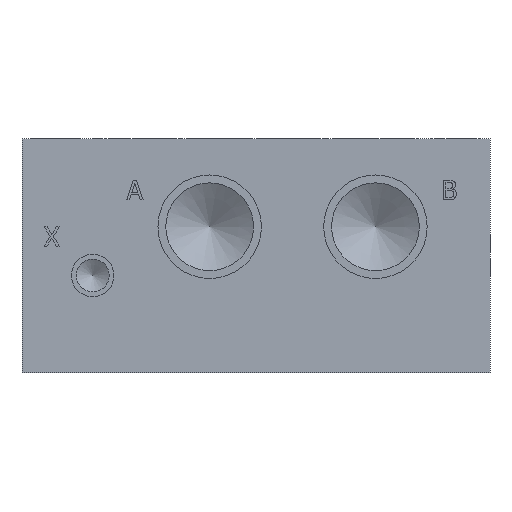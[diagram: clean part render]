
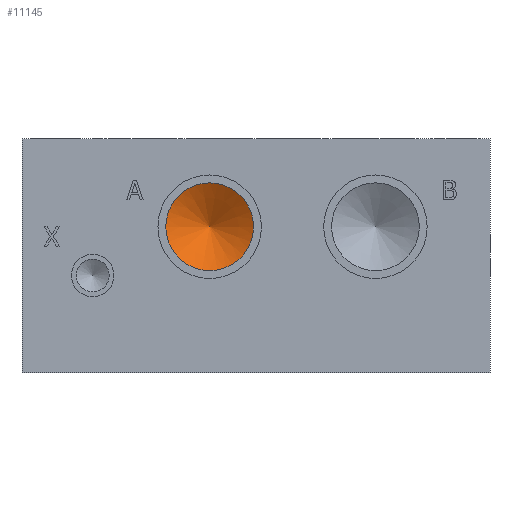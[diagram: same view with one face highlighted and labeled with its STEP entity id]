
A CAD part, left-side view. The second image highlights one B-rep face of the part: STEP entity #11145.
In plain terms, the highlighted conical face has half-angle 60 degrees and reference radius 7.144 mm.
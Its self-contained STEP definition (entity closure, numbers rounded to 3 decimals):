
#65=CONICAL_SURFACE('',#11621,7.144,1.047);
#130=CIRCLE('',#11622,14.288);
#131=CIRCLE('',#11623,14.288);
#1185=FACE_OUTER_BOUND('',#1816,.T.);
#1816=EDGE_LOOP('',(#9638,#9639,#9640,#9641));
#2932=LINE('',#18813,#4000);
#4000=VECTOR('',#13608,7.144);
#5277=VERTEX_POINT('',#18809);
#5278=VERTEX_POINT('',#18810);
#5279=VERTEX_POINT('',#18812);
#6776=EDGE_CURVE('',#5277,#5278,#130,.T.);
#6777=EDGE_CURVE('',#5278,#5279,#2932,.T.);
#6778=EDGE_CURVE('',#5278,#5277,#131,.T.);
#9638=ORIENTED_EDGE('',*,*,#6776,.T.);
#9639=ORIENTED_EDGE('',*,*,#6777,.T.);
#9640=ORIENTED_EDGE('',*,*,#6777,.F.);
#9641=ORIENTED_EDGE('',*,*,#6778,.T.);
#11145=ADVANCED_FACE('',(#1185),#65,.F.);
#11621=AXIS2_PLACEMENT_3D('',#18808,#13604,#13605);
#11622=AXIS2_PLACEMENT_3D('',#18811,#13606,#13607);
#11623=AXIS2_PLACEMENT_3D('',#18814,#13609,#13610);
#13604=DIRECTION('center_axis',(-1.,0.,0.));
#13605=DIRECTION('ref_axis',(0.,1.,0.));
#13606=DIRECTION('center_axis',(-1.,0.,0.));
#13607=DIRECTION('ref_axis',(0.,1.,0.));
#13608=DIRECTION('',(0.5,0.866,0.));
#13609=DIRECTION('center_axis',(-1.,0.,0.));
#13610=DIRECTION('ref_axis',(0.,1.,0.));
#18808=CARTESIAN_POINT('Origin',(23.949,91.288,47.625));
#18809=CARTESIAN_POINT('',(19.824,105.575,47.625));
#18810=CARTESIAN_POINT('',(19.824,77.,47.625));
#18811=CARTESIAN_POINT('Origin',(19.824,91.288,47.625));
#18812=CARTESIAN_POINT('',(28.073,91.288,47.625));
#18813=CARTESIAN_POINT('',(23.949,84.144,47.625));
#18814=CARTESIAN_POINT('Origin',(19.824,91.288,47.625));
